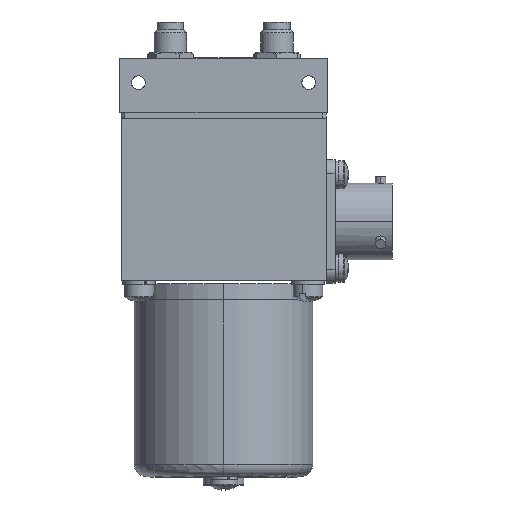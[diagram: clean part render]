
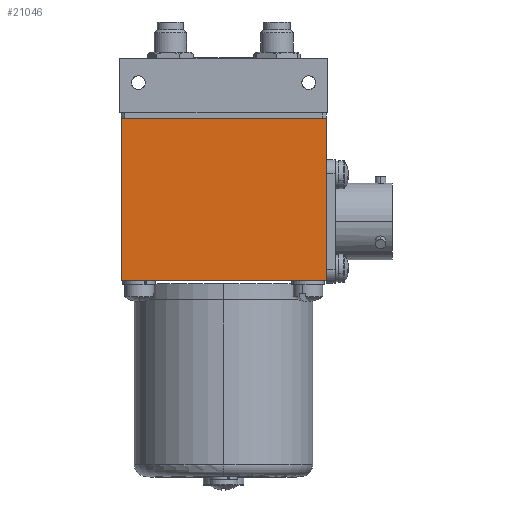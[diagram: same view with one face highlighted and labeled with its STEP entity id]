
A CAD part, front view. The second image highlights one B-rep face of the part: STEP entity #21046.
In plain terms, the highlighted planar face has unit normal (0, -1, 0).
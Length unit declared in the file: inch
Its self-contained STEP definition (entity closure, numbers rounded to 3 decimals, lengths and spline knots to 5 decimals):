
#470 = CARTESIAN_POINT ( 'NONE',  ( 0.79, -0.79, 1.25 ) ) ;
#1420 = VECTOR ( 'NONE', #13900, 39.37008 ) ;
#1509 = EDGE_CURVE ( 'NONE', #19394, #19670, #14691, .T. ) ;
#2693 = CARTESIAN_POINT ( 'NONE',  ( -0.79, -0.79, 1.25 ) ) ;
#3420 = CARTESIAN_POINT ( 'NONE',  ( 0.79, -0.79, 1.25 ) ) ;
#3605 = CARTESIAN_POINT ( 'NONE',  ( -0.79, -0.79, 0. ) ) ;
#3872 = ORIENTED_EDGE ( 'NONE', *, *, #1509, .F. ) ;
#4161 = LINE ( 'NONE', #470, #19442 ) ;
#4226 = ORIENTED_EDGE ( 'NONE', *, *, #18242, .T. ) ;
#4445 = CARTESIAN_POINT ( 'NONE',  ( -0.79, -0.79, 1.25 ) ) ;
#4802 = VECTOR ( 'NONE', #11264, 39.37008 ) ;
#5289 = DIRECTION ( 'NONE',  ( 1., 0., 0. ) ) ;
#7260 = DIRECTION ( 'NONE',  ( 0., 0., -1. ) ) ;
#7889 = ORIENTED_EDGE ( 'NONE', *, *, #8779, .F. ) ;
#8426 = DIRECTION ( 'NONE',  ( 0., 0., 1. ) ) ;
#8779 = EDGE_CURVE ( 'NONE', #19670, #9244, #4161, .T. ) ;
#9012 = ORIENTED_EDGE ( 'NONE', *, *, #14130, .T. ) ;
#9108 = CARTESIAN_POINT ( 'NONE',  ( -0.79, -0.79, 1.25 ) ) ;
#9244 = VERTEX_POINT ( 'NONE', #17254 ) ;
#9456 = PLANE ( 'NONE',  #19175 ) ;
#9738 = LINE ( 'NONE', #9108, #1420 ) ;
#10039 = CARTESIAN_POINT ( 'NONE',  ( -0.79, -0.79, 1.25 ) ) ;
#11264 = DIRECTION ( 'NONE',  ( 1., 0., 0. ) ) ;
#11965 = VERTEX_POINT ( 'NONE', #13692 ) ;
#11983 = FACE_OUTER_BOUND ( 'NONE', #18734, .T. ) ;
#13445 = DIRECTION ( 'NONE',  ( 0., 1., 0. ) ) ;
#13692 = CARTESIAN_POINT ( 'NONE',  ( -0.79, -0.79, 0. ) ) ;
#13900 = DIRECTION ( 'NONE',  ( 0., 0., -1. ) ) ;
#14130 = EDGE_CURVE ( 'NONE', #11965, #9244, #18757, .T. ) ;
#14691 = LINE ( 'NONE', #2693, #4802 ) ;
#16965 = VECTOR ( 'NONE', #5289, 39.37008 ) ;
#17254 = CARTESIAN_POINT ( 'NONE',  ( 0.79, -0.79, 0. ) ) ;
#18242 = EDGE_CURVE ( 'NONE', #19394, #11965, #9738, .T. ) ;
#18734 = EDGE_LOOP ( 'NONE', ( #9012, #7889, #3872, #4226 ) ) ;
#18757 = LINE ( 'NONE', #3605, #16965 ) ;
#19175 = AXIS2_PLACEMENT_3D ( 'NONE', #10039, #13445, #8426 ) ;
#19394 = VERTEX_POINT ( 'NONE', #4445 ) ;
#19442 = VECTOR ( 'NONE', #7260, 39.37008 ) ;
#19670 = VERTEX_POINT ( 'NONE', #3420 ) ;
#21046 = ADVANCED_FACE ( 'NONE', ( #11983 ), #9456, .F. ) ;
